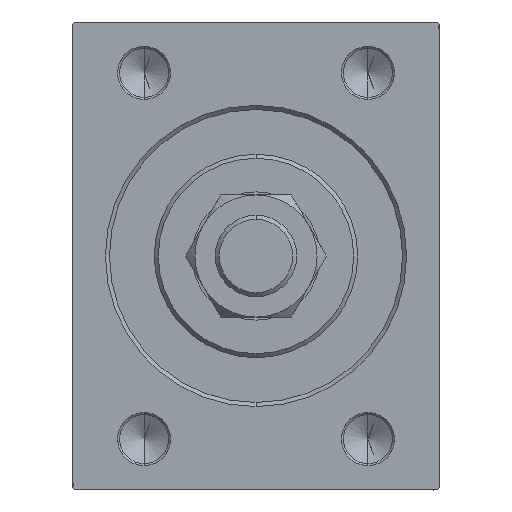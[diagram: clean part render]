
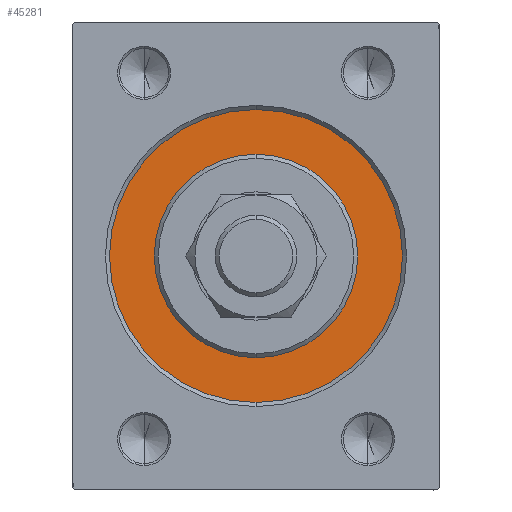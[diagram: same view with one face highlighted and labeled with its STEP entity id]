
A CAD part, left-side view. The second image highlights one B-rep face of the part: STEP entity #45281.
In plain terms, the highlighted face is planar.
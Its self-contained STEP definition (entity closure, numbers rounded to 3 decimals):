
#99 = VERTEX_POINT ( 'NONE', #21804 ) ;
#698 = CIRCLE ( 'NONE', #4469, 25. ) ;
#4469 = AXIS2_PLACEMENT_3D ( 'NONE', #44706, #12908, #41867 ) ;
#6827 = ORIENTED_EDGE ( 'NONE', *, *, #23971, .F. ) ;
#6971 = CARTESIAN_POINT ( 'NONE',  ( 0., 0., -25. ) ) ;
#7881 = DIRECTION ( 'NONE',  ( -1., 0., 0. ) ) ;
#8583 = CARTESIAN_POINT ( 'NONE',  ( 0., 0., 0. ) ) ;
#9436 = EDGE_CURVE ( 'NONE', #24784, #42251, #42776, .T. ) ;
#11364 = EDGE_CURVE ( 'NONE', #41366, #99, #698, .T. ) ;
#11892 = EDGE_LOOP ( 'NONE', ( #6827, #34953 ) ) ;
#12908 = DIRECTION ( 'NONE',  ( 1., 0., 0. ) ) ;
#14494 = DIRECTION ( 'NONE',  ( 0., 0., 1. ) ) ;
#14693 = CIRCLE ( 'NONE', #25240, 25. ) ;
#15202 = FACE_OUTER_BOUND ( 'NONE', #32944, .T. ) ;
#21804 = CARTESIAN_POINT ( 'NONE',  ( 0., 0., 25. ) ) ;
#22328 = CARTESIAN_POINT ( 'NONE',  ( 0., 0., 0. ) ) ;
#23211 = DIRECTION ( 'NONE',  ( -1., 0., 0. ) ) ;
#23971 = EDGE_CURVE ( 'NONE', #99, #41366, #14693, .T. ) ;
#24784 = VERTEX_POINT ( 'NONE', #30998 ) ;
#25240 = AXIS2_PLACEMENT_3D ( 'NONE', #46486, #33062, #25539 ) ;
#25539 = DIRECTION ( 'NONE',  ( 0., 0., -1. ) ) ;
#26242 = AXIS2_PLACEMENT_3D ( 'NONE', #8583, #34262, #30500 ) ;
#27350 = ORIENTED_EDGE ( 'NONE', *, *, #9436, .F. ) ;
#29542 = CARTESIAN_POINT ( 'NONE',  ( 0., 0., -36. ) ) ;
#30500 = DIRECTION ( 'NONE',  ( 0., 0., 1. ) ) ;
#30998 = CARTESIAN_POINT ( 'NONE',  ( 0., 0., 36. ) ) ;
#32944 = EDGE_LOOP ( 'NONE', ( #34425, #27350 ) ) ;
#33062 = DIRECTION ( 'NONE',  ( 1., 0., 0. ) ) ;
#34245 = EDGE_CURVE ( 'NONE', #42251, #24784, #36694, .T. ) ;
#34262 = DIRECTION ( 'NONE',  ( -1., 0., 0. ) ) ;
#34425 = ORIENTED_EDGE ( 'NONE', *, *, #34245, .F. ) ;
#34953 = ORIENTED_EDGE ( 'NONE', *, *, #11364, .F. ) ;
#35225 = AXIS2_PLACEMENT_3D ( 'NONE', #22328, #23211, #36692 ) ;
#35939 = PLANE ( 'NONE',  #41404 ) ;
#36692 = DIRECTION ( 'NONE',  ( 0., 0., 1. ) ) ;
#36694 = CIRCLE ( 'NONE', #35225, 36. ) ;
#39466 = FACE_BOUND ( 'NONE', #11892, .T. ) ;
#41366 = VERTEX_POINT ( 'NONE', #6971 ) ;
#41404 = AXIS2_PLACEMENT_3D ( 'NONE', #43926, #7881, #14494 ) ;
#41867 = DIRECTION ( 'NONE',  ( 0., 0., -1. ) ) ;
#42251 = VERTEX_POINT ( 'NONE', #29542 ) ;
#42776 = CIRCLE ( 'NONE', #26242, 36. ) ;
#43926 = CARTESIAN_POINT ( 'NONE',  ( 0., 0., 0. ) ) ;
#44706 = CARTESIAN_POINT ( 'NONE',  ( 0., 0., 0. ) ) ;
#45281 = ADVANCED_FACE ( 'NONE', ( #39466, #15202 ), #35939, .F. ) ;
#46486 = CARTESIAN_POINT ( 'NONE',  ( 0., 0., 0. ) ) ;
